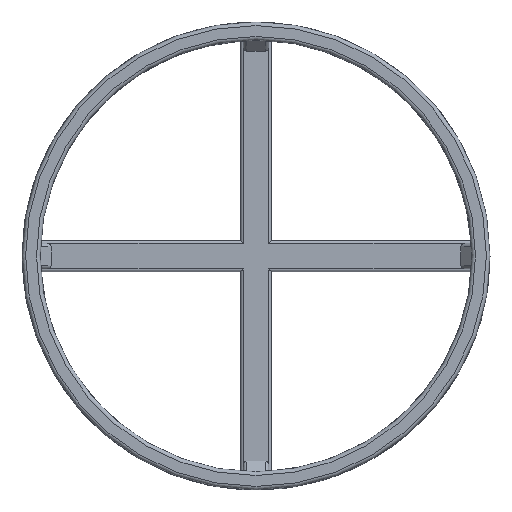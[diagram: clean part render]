
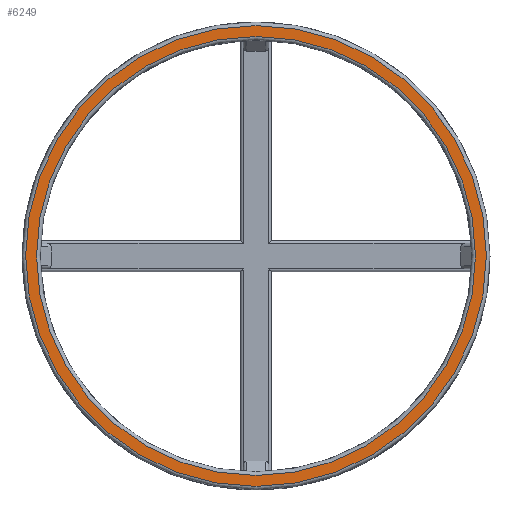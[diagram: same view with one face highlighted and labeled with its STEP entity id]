
A CAD part, top view. The second image highlights one B-rep face of the part: STEP entity #6249.
In plain terms, the highlighted planar face has unit normal (0, 0, 1).
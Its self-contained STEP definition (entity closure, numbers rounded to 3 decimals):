
#496 = TOROIDAL_SURFACE('',#497,60.5,1.);
#497 = AXIS2_PLACEMENT_3D('',#498,#499,#500);
#498 = CARTESIAN_POINT('',(0.,0.,21.));
#499 = DIRECTION('',(0.,0.,1.));
#500 = DIRECTION('',(1.,0.,-0.));
#4733 = VERTEX_POINT('',#4734);
#4734 = CARTESIAN_POINT('',(60.5,0.,22.));
#4754 = EDGE_CURVE('',#4733,#4733,#4755,.T.);
#4755 = SURFACE_CURVE('',#4756,(#4761,#4768),.PCURVE_S1.);
#4756 = CIRCLE('',#4757,60.5);
#4757 = AXIS2_PLACEMENT_3D('',#4758,#4759,#4760);
#4758 = CARTESIAN_POINT('',(0.,0.,22.));
#4759 = DIRECTION('',(0.,0.,1.));
#4760 = DIRECTION('',(1.,0.,-0.));
#4761 = PCURVE('',#496,#4762);
#4762 = DEFINITIONAL_REPRESENTATION('',(#4763),#4767);
#4763 = LINE('',#4764,#4765);
#4764 = CARTESIAN_POINT('',(0.,1.571));
#4765 = VECTOR('',#4766,1.);
#4766 = DIRECTION('',(1.,0.));
#4767 = ( GEOMETRIC_REPRESENTATION_CONTEXT(2) 
PARAMETRIC_REPRESENTATION_CONTEXT() REPRESENTATION_CONTEXT('2D SPACE',''
  ) );
#4768 = PCURVE('',#4769,#4774);
#4769 = PLANE('',#4770);
#4770 = AXIS2_PLACEMENT_3D('',#4771,#4772,#4773);
#4771 = CARTESIAN_POINT('',(0.,0.,22.)
  );
#4772 = DIRECTION('',(0.,0.,1.));
#4773 = DIRECTION('',(1.,0.,-0.));
#4774 = DEFINITIONAL_REPRESENTATION('',(#4775),#4779);
#4775 = CIRCLE('',#4776,60.5);
#4776 = AXIS2_PLACEMENT_2D('',#4777,#4778);
#4777 = CARTESIAN_POINT('',(0.,0.));
#4778 = DIRECTION('',(1.,0.));
#4779 = ( GEOMETRIC_REPRESENTATION_CONTEXT(2) 
PARAMETRIC_REPRESENTATION_CONTEXT() REPRESENTATION_CONTEXT('2D SPACE',''
  ) );
#6249 = ADVANCED_FACE('',(#6250,#6281),#4769,.T.);
#6250 = FACE_BOUND('',#6251,.T.);
#6251 = EDGE_LOOP('',(#6252));
#6252 = ORIENTED_EDGE('',*,*,#6253,.T.);
#6253 = EDGE_CURVE('',#6254,#6254,#6256,.T.);
#6254 = VERTEX_POINT('',#6255);
#6255 = CARTESIAN_POINT('',(63.5,0.,22.));
#6256 = SURFACE_CURVE('',#6257,(#6262,#6269),.PCURVE_S1.);
#6257 = CIRCLE('',#6258,63.5);
#6258 = AXIS2_PLACEMENT_3D('',#6259,#6260,#6261);
#6259 = CARTESIAN_POINT('',(0.,0.,22.));
#6260 = DIRECTION('',(0.,0.,1.));
#6261 = DIRECTION('',(1.,0.,-0.));
#6262 = PCURVE('',#4769,#6263);
#6263 = DEFINITIONAL_REPRESENTATION('',(#6264),#6268);
#6264 = CIRCLE('',#6265,63.5);
#6265 = AXIS2_PLACEMENT_2D('',#6266,#6267);
#6266 = CARTESIAN_POINT('',(0.,0.));
#6267 = DIRECTION('',(1.,0.));
#6268 = ( GEOMETRIC_REPRESENTATION_CONTEXT(2) 
PARAMETRIC_REPRESENTATION_CONTEXT() REPRESENTATION_CONTEXT('2D SPACE',''
  ) );
#6269 = PCURVE('',#6270,#6275);
#6270 = TOROIDAL_SURFACE('',#6271,63.5,1.);
#6271 = AXIS2_PLACEMENT_3D('',#6272,#6273,#6274);
#6272 = CARTESIAN_POINT('',(0.,0.,21.));
#6273 = DIRECTION('',(0.,0.,1.));
#6274 = DIRECTION('',(1.,0.,-0.));
#6275 = DEFINITIONAL_REPRESENTATION('',(#6276),#6280);
#6276 = LINE('',#6277,#6278);
#6277 = CARTESIAN_POINT('',(0.,1.571));
#6278 = VECTOR('',#6279,1.);
#6279 = DIRECTION('',(1.,0.));
#6280 = ( GEOMETRIC_REPRESENTATION_CONTEXT(2) 
PARAMETRIC_REPRESENTATION_CONTEXT() REPRESENTATION_CONTEXT('2D SPACE',''
  ) );
#6281 = FACE_BOUND('',#6282,.T.);
#6282 = EDGE_LOOP('',(#6283));
#6283 = ORIENTED_EDGE('',*,*,#4754,.F.);
